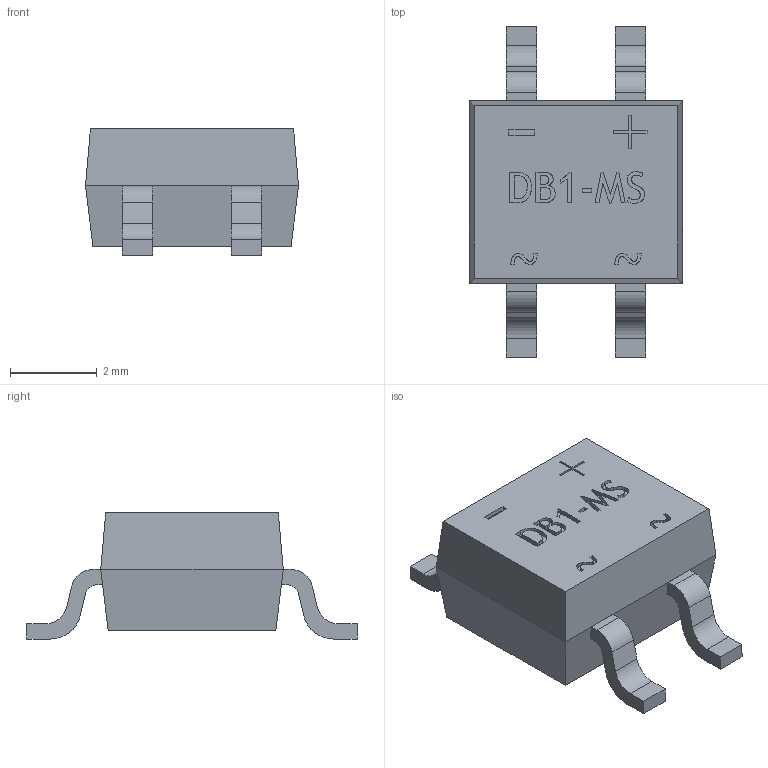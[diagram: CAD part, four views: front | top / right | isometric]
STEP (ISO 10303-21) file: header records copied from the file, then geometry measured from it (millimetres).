
FILE_DESCRIPTION (( 'STEP AP214' ), '1' );
FILE_NAME ('User Library-DB1-MS.STEP', '2019-01-01T13:51:42', ( '' ), ( '' ), 'SwSTEP 2.0', 'SolidWorks 2018', '' );
FILE_SCHEMA (( 'AUTOMOTIVE_DESIGN' ));
Length unit declared in the file: millimetre
Products named in the file (3): User Library-DB1-MS_DB1-MS_1; User Library-DB1-MS; User Library-DB1-MS_PIN_1
Assembly tree (5 placements, depth 2):
  User Library-DB1-MS
    User Library-DB1-MS_DB1-MS_1
    User Library-DB1-MS_PIN_1  x4
Bounding box: 4.9 x 7.6 x 2.9 mm (x, y, z)
Volume: 54.5 mm3; surface area: 109.5 mm2
Topology: 5 solids, 5 shells, 198 faces, 521 edges, 346 vertices
Faces by surface type: plane 118, bspline 64, cylinder 16
Entity records: 10671 total; most frequent: CARTESIAN_POINT 5387, ORIENTED_EDGE 826, DIRECTION 493, EDGE_CURVE 413, VECTOR 277, LINE 277, VERTEX_POINT 274, EDGE_LOOP 169
